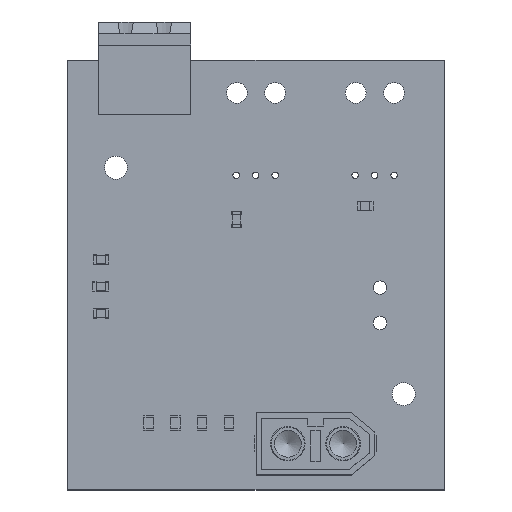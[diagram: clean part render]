
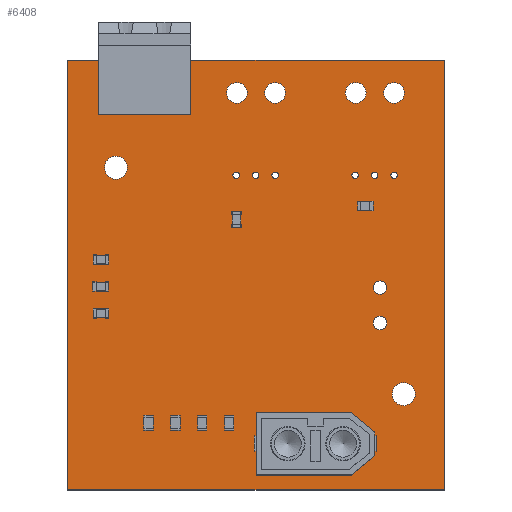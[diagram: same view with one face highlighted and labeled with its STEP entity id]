
A CAD part, top view. The second image highlights one B-rep face of the part: STEP entity #6408.
In plain terms, the highlighted planar face has unit normal (0, 0, 1).
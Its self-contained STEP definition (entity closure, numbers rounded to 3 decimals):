
#6098 = VERTEX_POINT('',#6099);
#6099 = CARTESIAN_POINT('',(128.5,-97.75,1.6));
#6105 = EDGE_CURVE('',#6098,#6106,#6108,.T.);
#6106 = VERTEX_POINT('',#6107);
#6107 = CARTESIAN_POINT('',(79.5,-97.75,1.6));
#6108 = LINE('',#6109,#6110);
#6109 = CARTESIAN_POINT('',(128.5,-97.75,1.6));
#6110 = VECTOR('',#6111,1.);
#6111 = DIRECTION('',(-1.,0.,0.));
#6138 = VERTEX_POINT('',#6139);
#6139 = CARTESIAN_POINT('',(128.5,-41.75,1.6));
#6145 = EDGE_CURVE('',#6138,#6098,#6146,.T.);
#6146 = LINE('',#6147,#6148);
#6147 = CARTESIAN_POINT('',(128.5,-41.75,1.6));
#6148 = VECTOR('',#6149,1.);
#6149 = DIRECTION('',(0.,-1.,0.));
#6167 = EDGE_CURVE('',#6106,#6168,#6170,.T.);
#6168 = VERTEX_POINT('',#6169);
#6169 = CARTESIAN_POINT('',(79.5,-41.75,1.6));
#6170 = LINE('',#6171,#6172);
#6171 = CARTESIAN_POINT('',(79.5,-97.75,1.6));
#6172 = VECTOR('',#6173,1.);
#6173 = DIRECTION('',(0.,1.,0.));
#6408 = ADVANCED_FACE('',(#6409,#6420,#6431,#6442,#6453,#6464,#6475,
    #6486,#6497,#6508,#6519,#6530,#6541,#6552,#6563,#6574,#6585,#6596,
    #6607),#6618,.F.);
#6409 = FACE_BOUND('',#6410,.F.);
#6410 = EDGE_LOOP('',(#6411,#6412,#6413,#6419));
#6411 = ORIENTED_EDGE('',*,*,#6105,.T.);
#6412 = ORIENTED_EDGE('',*,*,#6167,.T.);
#6413 = ORIENTED_EDGE('',*,*,#6414,.T.);
#6414 = EDGE_CURVE('',#6168,#6138,#6415,.T.);
#6415 = LINE('',#6416,#6417);
#6416 = CARTESIAN_POINT('',(79.5,-41.75,1.6));
#6417 = VECTOR('',#6418,1.);
#6418 = DIRECTION('',(1.,0.,0.));
#6419 = ORIENTED_EDGE('',*,*,#6145,.T.);
#6420 = FACE_BOUND('',#6421,.F.);
#6421 = EDGE_LOOP('',(#6422));
#6422 = ORIENTED_EDGE('',*,*,#6423,.F.);
#6423 = EDGE_CURVE('',#6424,#6424,#6426,.T.);
#6424 = VERTEX_POINT('',#6425);
#6425 = CARTESIAN_POINT('',(115.35,-94.,1.6));
#6426 = CIRCLE('',#6427,2.25);
#6427 = AXIS2_PLACEMENT_3D('',#6428,#6429,#6430);
#6428 = CARTESIAN_POINT('',(115.35,-91.75,1.6));
#6429 = DIRECTION('',(-0.,0.,-1.));
#6430 = DIRECTION('',(-0.,-1.,0.));
#6431 = FACE_BOUND('',#6432,.F.);
#6432 = EDGE_LOOP('',(#6433));
#6433 = ORIENTED_EDGE('',*,*,#6434,.F.);
#6434 = EDGE_CURVE('',#6435,#6435,#6437,.T.);
#6435 = VERTEX_POINT('',#6436);
#6436 = CARTESIAN_POINT('',(123.25,-86.75,1.6));
#6437 = CIRCLE('',#6438,1.5);
#6438 = AXIS2_PLACEMENT_3D('',#6439,#6440,#6441);
#6439 = CARTESIAN_POINT('',(123.25,-85.25,1.6));
#6440 = DIRECTION('',(-0.,0.,-1.));
#6441 = DIRECTION('',(-0.,-1.,0.));
#6442 = FACE_BOUND('',#6443,.F.);
#6443 = EDGE_LOOP('',(#6444));
#6444 = ORIENTED_EDGE('',*,*,#6445,.F.);
#6445 = EDGE_CURVE('',#6446,#6446,#6448,.T.);
#6446 = VERTEX_POINT('',#6447);
#6447 = CARTESIAN_POINT('',(108.15,-94.,1.6));
#6448 = CIRCLE('',#6449,2.25);
#6449 = AXIS2_PLACEMENT_3D('',#6450,#6451,#6452);
#6450 = CARTESIAN_POINT('',(108.15,-91.75,1.6));
#6451 = DIRECTION('',(-0.,0.,-1.));
#6452 = DIRECTION('',(-0.,-1.,0.));
#6453 = FACE_BOUND('',#6454,.F.);
#6454 = EDGE_LOOP('',(#6455));
#6455 = ORIENTED_EDGE('',*,*,#6456,.F.);
#6456 = EDGE_CURVE('',#6457,#6457,#6459,.T.);
#6457 = VERTEX_POINT('',#6458);
#6458 = CARTESIAN_POINT('',(120.16,-76.858,1.6));
#6459 = CIRCLE('',#6460,0.875);
#6460 = AXIS2_PLACEMENT_3D('',#6461,#6462,#6463);
#6461 = CARTESIAN_POINT('',(120.16,-75.983,1.6));
#6462 = DIRECTION('',(-0.,0.,-1.));
#6463 = DIRECTION('',(-0.,-1.,0.));
#6464 = FACE_BOUND('',#6465,.F.);
#6465 = EDGE_LOOP('',(#6466));
#6466 = ORIENTED_EDGE('',*,*,#6467,.F.);
#6467 = EDGE_CURVE('',#6468,#6468,#6470,.T.);
#6468 = VERTEX_POINT('',#6469);
#6469 = CARTESIAN_POINT('',(120.16,-72.258,1.6));
#6470 = CIRCLE('',#6471,0.875);
#6471 = AXIS2_PLACEMENT_3D('',#6472,#6473,#6474);
#6472 = CARTESIAN_POINT('',(120.16,-71.383,1.6));
#6473 = DIRECTION('',(-0.,0.,-1.));
#6474 = DIRECTION('',(-0.,-1.,0.));
#6475 = FACE_BOUND('',#6476,.F.);
#6476 = EDGE_LOOP('',(#6477));
#6477 = ORIENTED_EDGE('',*,*,#6478,.F.);
#6478 = EDGE_CURVE('',#6479,#6479,#6481,.T.);
#6479 = VERTEX_POINT('',#6480);
#6480 = CARTESIAN_POINT('',(122.,-57.175,1.6));
#6481 = CIRCLE('',#6482,0.425);
#6482 = AXIS2_PLACEMENT_3D('',#6483,#6484,#6485);
#6483 = CARTESIAN_POINT('',(122.,-56.75,1.6));
#6484 = DIRECTION('',(-0.,0.,-1.));
#6485 = DIRECTION('',(-0.,-1.,0.));
#6486 = FACE_BOUND('',#6487,.F.);
#6487 = EDGE_LOOP('',(#6488));
#6488 = ORIENTED_EDGE('',*,*,#6489,.F.);
#6489 = EDGE_CURVE('',#6490,#6490,#6492,.T.);
#6490 = VERTEX_POINT('',#6491);
#6491 = CARTESIAN_POINT('',(119.46,-57.175,1.6));
#6492 = CIRCLE('',#6493,0.425);
#6493 = AXIS2_PLACEMENT_3D('',#6494,#6495,#6496);
#6494 = CARTESIAN_POINT('',(119.46,-56.75,1.6));
#6495 = DIRECTION('',(-0.,0.,-1.));
#6496 = DIRECTION('',(0.,-1.,0.));
#6497 = FACE_BOUND('',#6498,.F.);
#6498 = EDGE_LOOP('',(#6499));
#6499 = ORIENTED_EDGE('',*,*,#6500,.F.);
#6500 = EDGE_CURVE('',#6501,#6501,#6503,.T.);
#6501 = VERTEX_POINT('',#6502);
#6502 = CARTESIAN_POINT('',(116.92,-57.175,1.6));
#6503 = CIRCLE('',#6504,0.425);
#6504 = AXIS2_PLACEMENT_3D('',#6505,#6506,#6507);
#6505 = CARTESIAN_POINT('',(116.92,-56.75,1.6));
#6506 = DIRECTION('',(-0.,0.,-1.));
#6507 = DIRECTION('',(-0.,-1.,0.));
#6508 = FACE_BOUND('',#6509,.F.);
#6509 = EDGE_LOOP('',(#6510));
#6510 = ORIENTED_EDGE('',*,*,#6511,.F.);
#6511 = EDGE_CURVE('',#6512,#6512,#6514,.T.);
#6512 = VERTEX_POINT('',#6513);
#6513 = CARTESIAN_POINT('',(122.,-47.35,1.6));
#6514 = CIRCLE('',#6515,1.35);
#6515 = AXIS2_PLACEMENT_3D('',#6516,#6517,#6518);
#6516 = CARTESIAN_POINT('',(122.,-46.,1.6));
#6517 = DIRECTION('',(-0.,0.,-1.));
#6518 = DIRECTION('',(-0.,-1.,0.));
#6519 = FACE_BOUND('',#6520,.F.);
#6520 = EDGE_LOOP('',(#6521));
#6521 = ORIENTED_EDGE('',*,*,#6522,.F.);
#6522 = EDGE_CURVE('',#6523,#6523,#6525,.T.);
#6523 = VERTEX_POINT('',#6524);
#6524 = CARTESIAN_POINT('',(117.,-47.35,1.6));
#6525 = CIRCLE('',#6526,1.35);
#6526 = AXIS2_PLACEMENT_3D('',#6527,#6528,#6529);
#6527 = CARTESIAN_POINT('',(117.,-46.,1.6));
#6528 = DIRECTION('',(-0.,0.,-1.));
#6529 = DIRECTION('',(-0.,-1.,0.));
#6530 = FACE_BOUND('',#6531,.F.);
#6531 = EDGE_LOOP('',(#6532));
#6532 = ORIENTED_EDGE('',*,*,#6533,.F.);
#6533 = EDGE_CURVE('',#6534,#6534,#6536,.T.);
#6534 = VERTEX_POINT('',#6535);
#6535 = CARTESIAN_POINT('',(106.5,-57.175,1.6));
#6536 = CIRCLE('',#6537,0.425);
#6537 = AXIS2_PLACEMENT_3D('',#6538,#6539,#6540);
#6538 = CARTESIAN_POINT('',(106.5,-56.75,1.6));
#6539 = DIRECTION('',(-0.,0.,-1.));
#6540 = DIRECTION('',(-0.,-1.,0.));
#6541 = FACE_BOUND('',#6542,.F.);
#6542 = EDGE_LOOP('',(#6543));
#6543 = ORIENTED_EDGE('',*,*,#6544,.F.);
#6544 = EDGE_CURVE('',#6545,#6545,#6547,.T.);
#6545 = VERTEX_POINT('',#6546);
#6546 = CARTESIAN_POINT('',(106.5,-47.35,1.6));
#6547 = CIRCLE('',#6548,1.35);
#6548 = AXIS2_PLACEMENT_3D('',#6549,#6550,#6551);
#6549 = CARTESIAN_POINT('',(106.5,-46.,1.6));
#6550 = DIRECTION('',(-0.,0.,-1.));
#6551 = DIRECTION('',(-0.,-1.,0.));
#6552 = FACE_BOUND('',#6553,.F.);
#6553 = EDGE_LOOP('',(#6554));
#6554 = ORIENTED_EDGE('',*,*,#6555,.F.);
#6555 = EDGE_CURVE('',#6556,#6556,#6558,.T.);
#6556 = VERTEX_POINT('',#6557);
#6557 = CARTESIAN_POINT('',(103.96,-57.175,1.6));
#6558 = CIRCLE('',#6559,0.425);
#6559 = AXIS2_PLACEMENT_3D('',#6560,#6561,#6562);
#6560 = CARTESIAN_POINT('',(103.96,-56.75,1.6));
#6561 = DIRECTION('',(-0.,0.,-1.));
#6562 = DIRECTION('',(0.,-1.,0.));
#6563 = FACE_BOUND('',#6564,.F.);
#6564 = EDGE_LOOP('',(#6565));
#6565 = ORIENTED_EDGE('',*,*,#6566,.F.);
#6566 = EDGE_CURVE('',#6567,#6567,#6569,.T.);
#6567 = VERTEX_POINT('',#6568);
#6568 = CARTESIAN_POINT('',(101.42,-57.175,1.6));
#6569 = CIRCLE('',#6570,0.425);
#6570 = AXIS2_PLACEMENT_3D('',#6571,#6572,#6573);
#6571 = CARTESIAN_POINT('',(101.42,-56.75,1.6));
#6572 = DIRECTION('',(-0.,0.,-1.));
#6573 = DIRECTION('',(-0.,-1.,0.));
#6574 = FACE_BOUND('',#6575,.F.);
#6575 = EDGE_LOOP('',(#6576));
#6576 = ORIENTED_EDGE('',*,*,#6577,.F.);
#6577 = EDGE_CURVE('',#6578,#6578,#6580,.T.);
#6578 = VERTEX_POINT('',#6579);
#6579 = CARTESIAN_POINT('',(101.5,-47.35,1.6));
#6580 = CIRCLE('',#6581,1.35);
#6581 = AXIS2_PLACEMENT_3D('',#6582,#6583,#6584);
#6582 = CARTESIAN_POINT('',(101.5,-46.,1.6));
#6583 = DIRECTION('',(-0.,0.,-1.));
#6584 = DIRECTION('',(-0.,-1.,0.));
#6585 = FACE_BOUND('',#6586,.F.);
#6586 = EDGE_LOOP('',(#6587));
#6587 = ORIENTED_EDGE('',*,*,#6588,.F.);
#6588 = EDGE_CURVE('',#6589,#6589,#6591,.T.);
#6589 = VERTEX_POINT('',#6590);
#6590 = CARTESIAN_POINT('',(85.75,-57.25,1.6));
#6591 = CIRCLE('',#6592,1.5);
#6592 = AXIS2_PLACEMENT_3D('',#6593,#6594,#6595);
#6593 = CARTESIAN_POINT('',(85.75,-55.75,1.6));
#6594 = DIRECTION('',(-0.,0.,-1.));
#6595 = DIRECTION('',(-0.,-1.,0.));
#6596 = FACE_BOUND('',#6597,.F.);
#6597 = EDGE_LOOP('',(#6598));
#6598 = ORIENTED_EDGE('',*,*,#6599,.F.);
#6599 = EDGE_CURVE('',#6600,#6600,#6602,.T.);
#6600 = VERTEX_POINT('',#6601);
#6601 = CARTESIAN_POINT('',(92.,-47.478,1.6));
#6602 = CIRCLE('',#6603,0.7);
#6603 = AXIS2_PLACEMENT_3D('',#6604,#6605,#6606);
#6604 = CARTESIAN_POINT('',(92.,-46.778,1.6));
#6605 = DIRECTION('',(-0.,0.,-1.));
#6606 = DIRECTION('',(-0.,-1.,0.));
#6607 = FACE_BOUND('',#6608,.F.);
#6608 = EDGE_LOOP('',(#6609));
#6609 = ORIENTED_EDGE('',*,*,#6610,.F.);
#6610 = EDGE_CURVE('',#6611,#6611,#6613,.T.);
#6611 = VERTEX_POINT('',#6612);
#6612 = CARTESIAN_POINT('',(87.,-47.478,1.6));
#6613 = CIRCLE('',#6614,0.7);
#6614 = AXIS2_PLACEMENT_3D('',#6615,#6616,#6617);
#6615 = CARTESIAN_POINT('',(87.,-46.778,1.6));
#6616 = DIRECTION('',(-0.,0.,-1.));
#6617 = DIRECTION('',(-0.,-1.,0.));
#6618 = PLANE('',#6619);
#6619 = AXIS2_PLACEMENT_3D('',#6620,#6621,#6622);
#6620 = CARTESIAN_POINT('',(104.,-69.75,1.6));
#6621 = DIRECTION('',(-0.,-0.,-1.));
#6622 = DIRECTION('',(-1.,0.,0.));
